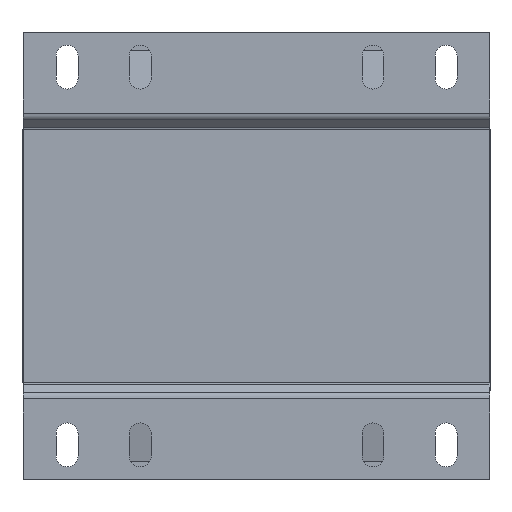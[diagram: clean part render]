
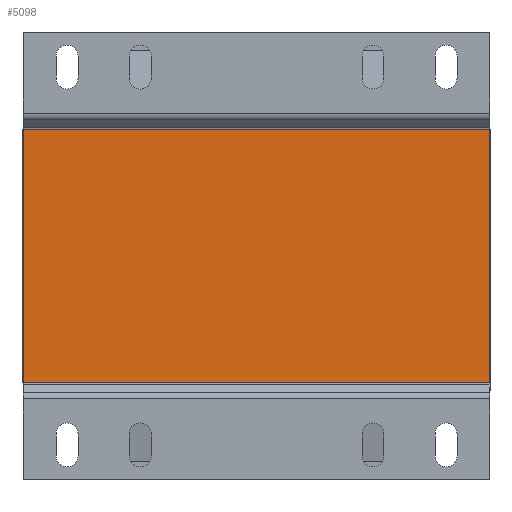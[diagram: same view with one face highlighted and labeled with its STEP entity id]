
A CAD part, front view. The second image highlights one B-rep face of the part: STEP entity #5098.
In plain terms, the highlighted planar face has unit normal (0, -1, 0).
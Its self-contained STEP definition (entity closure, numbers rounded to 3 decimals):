
#226 = DIRECTION ( 'NONE',  ( 1., 0., 0. ) ) ;
#404 = PLANE ( 'NONE',  #2519 ) ;
#461 = VECTOR ( 'NONE', #226, 1000. ) ;
#1008 = ORIENTED_EDGE ( 'NONE', *, *, #6611, .T. ) ;
#1062 = LINE ( 'NONE', #5279, #3627 ) ;
#1080 = CARTESIAN_POINT ( 'NONE',  ( 96., -82.5, 52. ) ) ;
#1098 = CARTESIAN_POINT ( 'NONE',  ( -95.5, -82.5, -52. ) ) ;
#1218 = VECTOR ( 'NONE', #6476, 1000. ) ;
#1795 = CARTESIAN_POINT ( 'NONE',  ( 96., -82.5, 93. ) ) ;
#2161 = ORIENTED_EDGE ( 'NONE', *, *, #6387, .T. ) ;
#2519 = AXIS2_PLACEMENT_3D ( 'NONE', #3131, #3862, #5204 ) ;
#2684 = VERTEX_POINT ( 'NONE', #1098 ) ;
#2728 = EDGE_CURVE ( 'NONE', #3534, #8655, #3678, .T. ) ;
#3131 = CARTESIAN_POINT ( 'NONE',  ( 0.25, -82.5, 0. ) ) ;
#3534 = VERTEX_POINT ( 'NONE', #1080 ) ;
#3627 = VECTOR ( 'NONE', #6536, 1000. ) ;
#3678 = LINE ( 'NONE', #1795, #1218 ) ;
#3780 = DIRECTION ( 'NONE',  ( -1., 0., 0. ) ) ;
#3862 = DIRECTION ( 'NONE',  ( 0., 1., 0. ) ) ;
#4271 = EDGE_CURVE ( 'NONE', #2684, #7109, #1062, .T. ) ;
#4561 = EDGE_LOOP ( 'NONE', ( #2161, #6744, #1008, #6852 ) ) ;
#5098 = ADVANCED_FACE ( 'NONE', ( #7441 ), #404, .F. ) ;
#5204 = DIRECTION ( 'NONE',  ( 0., 0., 1. ) ) ;
#5279 = CARTESIAN_POINT ( 'NONE',  ( -95.5, -82.5, 93. ) ) ;
#5507 = CARTESIAN_POINT ( 'NONE',  ( -95.5, -82.5, 52. ) ) ;
#6387 = EDGE_CURVE ( 'NONE', #3534, #7109, #8262, .T. ) ;
#6435 = CARTESIAN_POINT ( 'NONE',  ( 96., -82.5, 52. ) ) ;
#6445 = VECTOR ( 'NONE', #3780, 1000. ) ;
#6476 = DIRECTION ( 'NONE',  ( 0., 0., -1. ) ) ;
#6536 = DIRECTION ( 'NONE',  ( 0., 0., 1. ) ) ;
#6611 = EDGE_CURVE ( 'NONE', #2684, #8655, #7742, .T. ) ;
#6744 = ORIENTED_EDGE ( 'NONE', *, *, #4271, .F. ) ;
#6852 = ORIENTED_EDGE ( 'NONE', *, *, #2728, .F. ) ;
#7109 = VERTEX_POINT ( 'NONE', #5507 ) ;
#7441 = FACE_OUTER_BOUND ( 'NONE', #4561, .T. ) ;
#7676 = CARTESIAN_POINT ( 'NONE',  ( 96., -82.5, -52. ) ) ;
#7742 = LINE ( 'NONE', #7676, #461 ) ;
#8262 = LINE ( 'NONE', #6435, #6445 ) ;
#8299 = CARTESIAN_POINT ( 'NONE',  ( 96., -82.5, -52. ) ) ;
#8655 = VERTEX_POINT ( 'NONE', #8299 ) ;
